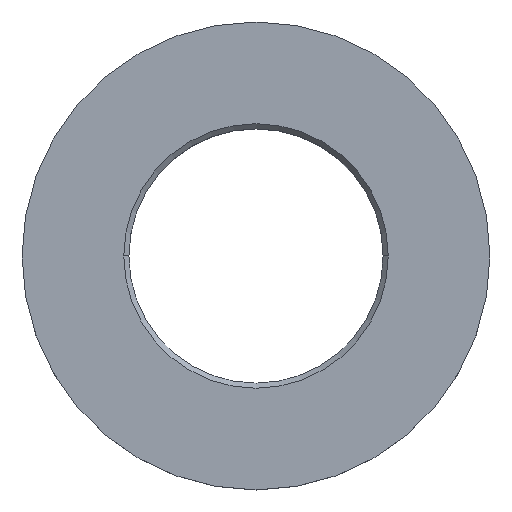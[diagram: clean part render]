
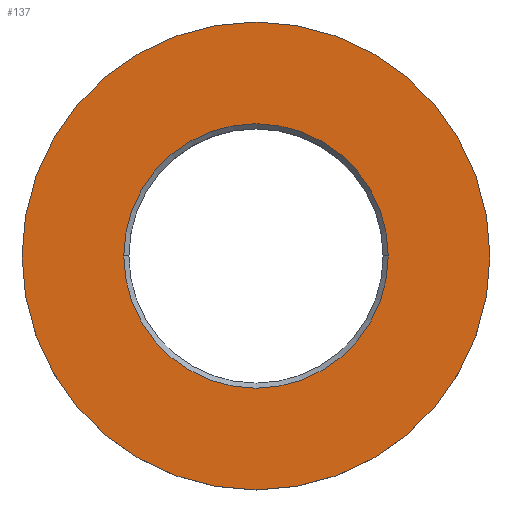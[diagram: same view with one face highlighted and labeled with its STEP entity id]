
A CAD part, top view. The second image highlights one B-rep face of the part: STEP entity #137.
In plain terms, the highlighted planar face has unit normal (0, 0, 1).
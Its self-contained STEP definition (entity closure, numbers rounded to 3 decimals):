
#75=EDGE_CURVE('',#77,#103,#178,.T.);
#77=VERTEX_POINT('',#180);
#85=VERTEX_POINT('',#191);
#87=EDGE_CURVE('',#85,#105,#193,.T.);
#97=EDGE_CURVE('',#105,#85,#204,.T.);
#103=VERTEX_POINT('',#210);
#105=VERTEX_POINT('',#212);
#119=EDGE_CURVE('',#103,#77,#229,.T.);
#137=ADVANCED_FACE('',(#248,#249),#250,.T.);
#178=CIRCLE('',#285,46.0);
#180=CARTESIAN_POINT('',(46.0,0.,21.0));
#191=CARTESIAN_POINT('',(-26.0,0.,21.0));
#193=CIRCLE('',#303,26.0);
#204=CIRCLE('',#317,26.0);
#210=CARTESIAN_POINT('',(-46.0,0.,21.0));
#212=CARTESIAN_POINT('',(26.0,0.,21.0));
#229=CIRCLE('',#349,46.0);
#248=FACE_OUTER_BOUND('',#373,.T.);
#249=FACE_BOUND('',#374,.T.);
#250=PLANE('',#375);
#285=AXIS2_PLACEMENT_3D('',#410,#411,#412);
#303=AXIS2_PLACEMENT_3D('',#430,#431,#432);
#317=AXIS2_PLACEMENT_3D('',#447,#448,#449);
#349=AXIS2_PLACEMENT_3D('',#482,#483,#484);
#373=EDGE_LOOP('',(#504,#505));
#374=EDGE_LOOP('',(#506,#507));
#375=AXIS2_PLACEMENT_3D('',#508,#509,#510);
#410=CARTESIAN_POINT('',(0.0,0.,21.0));
#411=DIRECTION('',(-0.0,0.0,-1.0));
#412=DIRECTION('',(-1.0,0.,0.0));
#430=CARTESIAN_POINT('',(0.0,0.,21.0));
#431=DIRECTION('',(-0.0,0.0,-1.0));
#432=DIRECTION('',(-1.0,0.,0.0));
#447=CARTESIAN_POINT('',(0.0,0.,21.0));
#448=DIRECTION('',(-0.0,0.0,-1.0));
#449=DIRECTION('',(-1.0,0.,0.0));
#482=CARTESIAN_POINT('',(0.0,0.,21.0));
#483=DIRECTION('',(-0.0,0.0,-1.0));
#484=DIRECTION('',(-1.0,0.,0.0));
#504=ORIENTED_EDGE('',*,*,#119,.F.);
#505=ORIENTED_EDGE('',*,*,#75,.F.);
#506=ORIENTED_EDGE('',*,*,#87,.T.);
#507=ORIENTED_EDGE('',*,*,#97,.T.);
#508=CARTESIAN_POINT('',(-36.0,0.,21.0));
#509=DIRECTION('',(0.0,0.0,1.0));
#510=DIRECTION('',(-1.0,0.,0.0));
